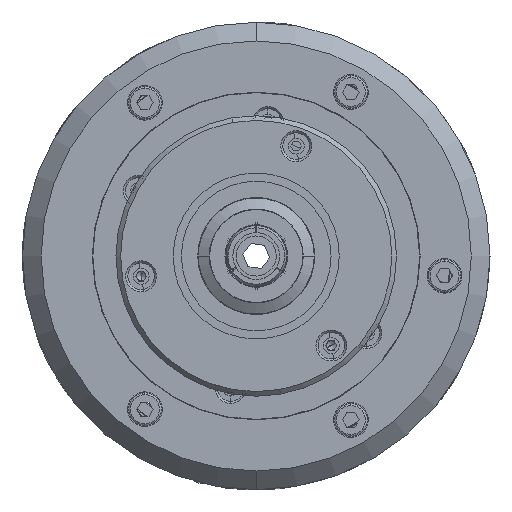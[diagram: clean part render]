
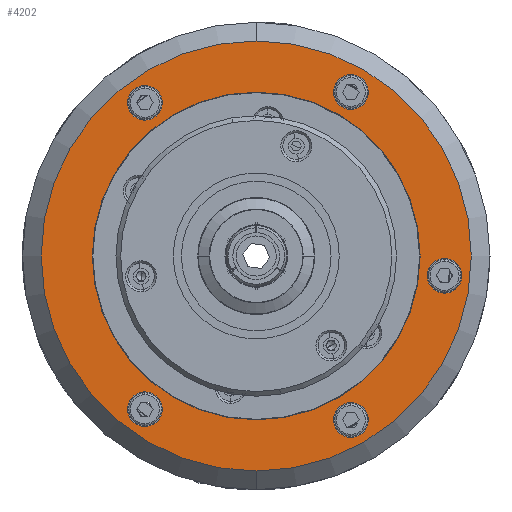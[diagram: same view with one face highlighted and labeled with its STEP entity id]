
A CAD part, left-side view. The second image highlights one B-rep face of the part: STEP entity #4202.
In plain terms, the highlighted planar face has unit normal (-1, 0, 0).
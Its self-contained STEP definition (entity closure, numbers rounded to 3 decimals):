
#50 = EDGE_CURVE ( 'NONE', #29098, #29099, #13794, .T. ) ;
#51 = EDGE_CURVE ( 'NONE', #29102, #29103, #13797, .T. ) ;
#55 = EDGE_CURVE ( 'NONE', #28766, #28765, #13783, .T. ) ;
#169 = EDGE_CURVE ( 'NONE', #29106, #29107, #13575, .T. ) ;
#175 = EDGE_CURVE ( 'NONE', #29108, #29109, #13560, .T. ) ;
#181 = EDGE_CURVE ( 'NONE', #29114, #29113, #13547, .T. ) ;
#183 = EDGE_CURVE ( 'NONE', #28957, #29037, #13542, .T. ) ;
#1291 = DIRECTION ( 'NONE',  ( 0., 0., 1. ) ) ;
#1292 = DIRECTION ( 'NONE',  ( -1., 0., 0. ) ) ;
#1293 = CARTESIAN_POINT ( 'NONE',  ( -240.3, -20.25, -35.074 ) ) ;
#1305 = DIRECTION ( 'NONE',  ( 0., 0., 1. ) ) ;
#1307 = DIRECTION ( 'NONE',  ( -1., 0., 0. ) ) ;
#1308 = CARTESIAN_POINT ( 'NONE',  ( -240.3, 23.805, 32.765 ) ) ;
#1314 = DIRECTION ( 'NONE',  ( 0., 0., 1. ) ) ;
#1316 = DIRECTION ( 'NONE',  ( -1., 0., 0. ) ) ;
#1318 = CARTESIAN_POINT ( 'NONE',  ( -240.3, 23.805, -32.765 ) ) ;
#4202 = ADVANCED_FACE ( 'NONE', ( #14715, #14712, #14716, #14713, #14717, #14711, #14710 ), #22017, .T. ) ;
#5615 = AXIS2_PLACEMENT_3D ( 'NONE', #17092, #17090, #17087 ) ;
#5617 = AXIS2_PLACEMENT_3D ( 'NONE', #17132, #17129, #17127 ) ;
#5619 = AXIS2_PLACEMENT_3D ( 'NONE', #17186, #17183, #17173 ) ;
#5621 = AXIS2_PLACEMENT_3D ( 'NONE', #17253, #17247, #17245 ) ;
#5623 = AXIS2_PLACEMENT_3D ( 'NONE', #17307, #17303, #17301 ) ;
#5625 = AXIS2_PLACEMENT_3D ( 'NONE', #17364, #17360, #17357 ) ;
#5693 = AXIS2_PLACEMENT_3D ( 'NONE', #17237, #17228, #17257 ) ;
#6188 = AXIS2_PLACEMENT_3D ( 'NONE', #22008, #22020, #22007 ) ;
#7594 = CIRCLE ( 'NONE', #5615, 3.7 ) ;
#7600 = CIRCLE ( 'NONE', #5617, 3.7 ) ;
#7606 = CIRCLE ( 'NONE', #5619, 3.7 ) ;
#7612 = CIRCLE ( 'NONE', #5621, 3.7 ) ;
#7618 = CIRCLE ( 'NONE', #5623, 3.7 ) ;
#7623 = CIRCLE ( 'NONE', #5625, 35.05 ) ;
#7698 = CIRCLE ( 'NONE', #5693, 46. ) ;
#10037 = CARTESIAN_POINT ( 'NONE',  ( -240.3, 0., -35.05 ) ) ;
#10038 = CARTESIAN_POINT ( 'NONE',  ( -240.3, 0., 35.05 ) ) ;
#10042 = CARTESIAN_POINT ( 'NONE',  ( -240.3, -40.278, -7.933 ) ) ;
#10043 = CARTESIAN_POINT ( 'NONE',  ( -240.3, -40.278, -0.533 ) ) ;
#10044 = CARTESIAN_POINT ( 'NONE',  ( -240.3, -20.25, 31.374 ) ) ;
#10045 = CARTESIAN_POINT ( 'NONE',  ( -240.3, -20.25, 38.774 ) ) ;
#10048 = CARTESIAN_POINT ( 'NONE',  ( -240.3, 23.805, 29.065 ) ) ;
#10049 = CARTESIAN_POINT ( 'NONE',  ( -240.3, 23.805, 36.465 ) ) ;
#10052 = CARTESIAN_POINT ( 'NONE',  ( -240.3, 23.805, -36.465 ) ) ;
#10053 = CARTESIAN_POINT ( 'NONE',  ( -240.3, 23.805, -29.065 ) ) ;
#10115 = CARTESIAN_POINT ( 'NONE',  ( -240.3, 0., 46. ) ) ;
#10198 = CARTESIAN_POINT ( 'NONE',  ( -240.3, 0., -46. ) ) ;
#10449 = CARTESIAN_POINT ( 'NONE',  ( -240.3, -20.25, -31.374 ) ) ;
#10451 = CARTESIAN_POINT ( 'NONE',  ( -240.3, -20.25, -38.774 ) ) ;
#13542 = CIRCLE ( 'NONE', #19051, 46. ) ;
#13547 = CIRCLE ( 'NONE', #19052, 35.05 ) ;
#13560 = CIRCLE ( 'NONE', #19054, 3.7 ) ;
#13575 = CIRCLE ( 'NONE', #19058, 3.7 ) ;
#13783 = CIRCLE ( 'NONE', #19112, 3.7 ) ;
#13794 = CIRCLE ( 'NONE', #19114, 3.7 ) ;
#13797 = CIRCLE ( 'NONE', #19113, 3.7 ) ;
#14710 = FACE_BOUND ( 'NONE', #29572, .T. ) ;
#14711 = FACE_BOUND ( 'NONE', #29570, .T. ) ;
#14712 = FACE_OUTER_BOUND ( 'NONE', #29575, .T. ) ;
#14713 = FACE_BOUND ( 'NONE', #29579, .T. ) ;
#14715 = FACE_BOUND ( 'NONE', #29569, .T. ) ;
#14716 = FACE_BOUND ( 'NONE', #29573, .T. ) ;
#14717 = FACE_BOUND ( 'NONE', #29577, .T. ) ;
#17087 = DIRECTION ( 'NONE',  ( 0., 0., 1. ) ) ;
#17090 = DIRECTION ( 'NONE',  ( -1., 0., 0. ) ) ;
#17092 = CARTESIAN_POINT ( 'NONE',  ( -240.3, 23.805, -32.765 ) ) ;
#17127 = DIRECTION ( 'NONE',  ( 0., 0., 1. ) ) ;
#17129 = DIRECTION ( 'NONE',  ( -1., 0., 0. ) ) ;
#17132 = CARTESIAN_POINT ( 'NONE',  ( -240.3, 23.805, 32.765 ) ) ;
#17173 = DIRECTION ( 'NONE',  ( 0., 0., 1. ) ) ;
#17183 = DIRECTION ( 'NONE',  ( -1., 0., 0. ) ) ;
#17186 = CARTESIAN_POINT ( 'NONE',  ( -240.3, -20.25, 35.074 ) ) ;
#17228 = DIRECTION ( 'NONE',  ( -1., 0., 0. ) ) ;
#17237 = CARTESIAN_POINT ( 'NONE',  ( -240.3, 0., 0. ) ) ;
#17245 = DIRECTION ( 'NONE',  ( 0., 0., 1. ) ) ;
#17247 = DIRECTION ( 'NONE',  ( -1., 0., 0. ) ) ;
#17253 = CARTESIAN_POINT ( 'NONE',  ( -240.3, -20.25, -35.074 ) ) ;
#17257 = DIRECTION ( 'NONE',  ( 0., 0., 1. ) ) ;
#17301 = DIRECTION ( 'NONE',  ( 0., 0., 1. ) ) ;
#17303 = DIRECTION ( 'NONE',  ( -1., 0., 0. ) ) ;
#17307 = CARTESIAN_POINT ( 'NONE',  ( -240.3, -40.278, -4.233 ) ) ;
#17357 = DIRECTION ( 'NONE',  ( 0., 0., 1. ) ) ;
#17360 = DIRECTION ( 'NONE',  ( 1., 0., 0. ) ) ;
#17364 = CARTESIAN_POINT ( 'NONE',  ( -240.3, 0., 0. ) ) ;
#19051 = AXIS2_PLACEMENT_3D ( 'NONE', #22853, #22848, #22850 ) ;
#19052 = AXIS2_PLACEMENT_3D ( 'NONE', #22858, #22852, #22857 ) ;
#19054 = AXIS2_PLACEMENT_3D ( 'NONE', #22892, #22880, #22891 ) ;
#19058 = AXIS2_PLACEMENT_3D ( 'NONE', #22961, #22945, #22948 ) ;
#19112 = AXIS2_PLACEMENT_3D ( 'NONE', #1293, #1292, #1291 ) ;
#19113 = AXIS2_PLACEMENT_3D ( 'NONE', #1308, #1307, #1305 ) ;
#19114 = AXIS2_PLACEMENT_3D ( 'NONE', #1318, #1316, #1314 ) ;
#22007 = DIRECTION ( 'NONE',  ( 0., 0., 1. ) ) ;
#22008 = CARTESIAN_POINT ( 'NONE',  ( -240.3, 50., 0. ) ) ;
#22017 = PLANE ( 'NONE',  #6188 ) ;
#22020 = DIRECTION ( 'NONE',  ( -1., 0., 0. ) ) ;
#22123 = EDGE_CURVE ( 'NONE', #29037, #28957, #7698, .T. ) ;
#22848 = DIRECTION ( 'NONE',  ( -1., 0., 0. ) ) ;
#22850 = DIRECTION ( 'NONE',  ( 0., 0., 1. ) ) ;
#22852 = DIRECTION ( 'NONE',  ( 1., 0., 0. ) ) ;
#22853 = CARTESIAN_POINT ( 'NONE',  ( -240.3, 0., 0. ) ) ;
#22857 = DIRECTION ( 'NONE',  ( 0., 0., 1. ) ) ;
#22858 = CARTESIAN_POINT ( 'NONE',  ( -240.3, 0., 0. ) ) ;
#22880 = DIRECTION ( 'NONE',  ( -1., 0., 0. ) ) ;
#22891 = DIRECTION ( 'NONE',  ( 0., 0., 1. ) ) ;
#22892 = CARTESIAN_POINT ( 'NONE',  ( -240.3, -40.278, -4.233 ) ) ;
#22945 = DIRECTION ( 'NONE',  ( -1., 0., 0. ) ) ;
#22948 = DIRECTION ( 'NONE',  ( 0., 0., 1. ) ) ;
#22961 = CARTESIAN_POINT ( 'NONE',  ( -240.3, -20.25, 35.074 ) ) ;
#23051 = EDGE_CURVE ( 'NONE', #29113, #29114, #7623, .T. ) ;
#23055 = EDGE_CURVE ( 'NONE', #29109, #29108, #7618, .T. ) ;
#23059 = EDGE_CURVE ( 'NONE', #28765, #28766, #7612, .T. ) ;
#23063 = EDGE_CURVE ( 'NONE', #29107, #29106, #7606, .T. ) ;
#23067 = EDGE_CURVE ( 'NONE', #29103, #29102, #7600, .T. ) ;
#23071 = EDGE_CURVE ( 'NONE', #29099, #29098, #7594, .T. ) ;
#25664 = ORIENTED_EDGE ( 'NONE', *, *, #23051, .T. ) ;
#25676 = ORIENTED_EDGE ( 'NONE', *, *, #181, .T. ) ;
#25684 = ORIENTED_EDGE ( 'NONE', *, *, #183, .T. ) ;
#25688 = ORIENTED_EDGE ( 'NONE', *, *, #22123, .T. ) ;
#25694 = ORIENTED_EDGE ( 'NONE', *, *, #175, .F. ) ;
#25696 = ORIENTED_EDGE ( 'NONE', *, *, #23055, .F. ) ;
#25702 = ORIENTED_EDGE ( 'NONE', *, *, #55, .F. ) ;
#25706 = ORIENTED_EDGE ( 'NONE', *, *, #23059, .F. ) ;
#25712 = ORIENTED_EDGE ( 'NONE', *, *, #169, .F. ) ;
#25716 = ORIENTED_EDGE ( 'NONE', *, *, #23063, .F. ) ;
#25720 = ORIENTED_EDGE ( 'NONE', *, *, #51, .F. ) ;
#25722 = ORIENTED_EDGE ( 'NONE', *, *, #23067, .F. ) ;
#25726 = ORIENTED_EDGE ( 'NONE', *, *, #50, .F. ) ;
#25730 = ORIENTED_EDGE ( 'NONE', *, *, #23071, .F. ) ;
#28765 = VERTEX_POINT ( 'NONE', #10451 ) ;
#28766 = VERTEX_POINT ( 'NONE', #10449 ) ;
#28957 = VERTEX_POINT ( 'NONE', #10198 ) ;
#29037 = VERTEX_POINT ( 'NONE', #10115 ) ;
#29098 = VERTEX_POINT ( 'NONE', #10053 ) ;
#29099 = VERTEX_POINT ( 'NONE', #10052 ) ;
#29102 = VERTEX_POINT ( 'NONE', #10049 ) ;
#29103 = VERTEX_POINT ( 'NONE', #10048 ) ;
#29106 = VERTEX_POINT ( 'NONE', #10045 ) ;
#29107 = VERTEX_POINT ( 'NONE', #10044 ) ;
#29108 = VERTEX_POINT ( 'NONE', #10043 ) ;
#29109 = VERTEX_POINT ( 'NONE', #10042 ) ;
#29113 = VERTEX_POINT ( 'NONE', #10038 ) ;
#29114 = VERTEX_POINT ( 'NONE', #10037 ) ;
#29569 = EDGE_LOOP ( 'NONE', ( #25664, #25676 ) ) ;
#29570 = EDGE_LOOP ( 'NONE', ( #25720, #25722 ) ) ;
#29572 = EDGE_LOOP ( 'NONE', ( #25726, #25730 ) ) ;
#29573 = EDGE_LOOP ( 'NONE', ( #25694, #25696 ) ) ;
#29575 = EDGE_LOOP ( 'NONE', ( #25684, #25688 ) ) ;
#29577 = EDGE_LOOP ( 'NONE', ( #25712, #25716 ) ) ;
#29579 = EDGE_LOOP ( 'NONE', ( #25702, #25706 ) ) ;
